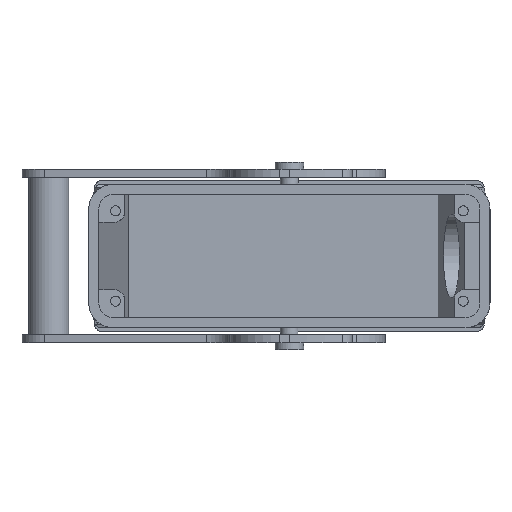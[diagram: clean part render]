
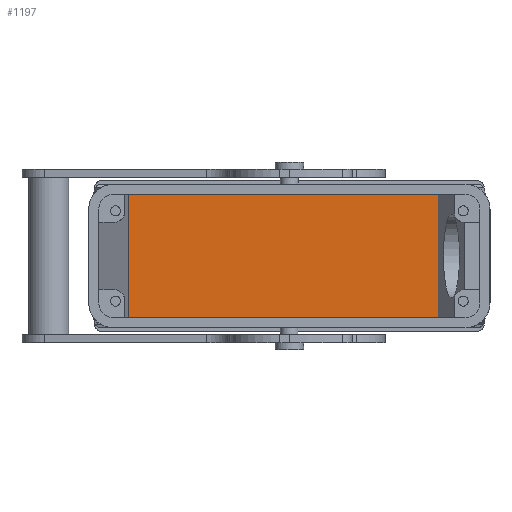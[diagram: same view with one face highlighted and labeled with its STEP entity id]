
A CAD part, front view. The second image highlights one B-rep face of the part: STEP entity #1197.
In plain terms, the highlighted planar face has unit normal (0, -1, 0).
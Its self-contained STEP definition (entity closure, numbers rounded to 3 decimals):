
#1197=ADVANCED_FACE('',(#1457),#5771,.F.);
#1457=FACE_OUTER_BOUND('',#1705,.T.);
#1705=EDGE_LOOP('',(#2392,#2393,#2394,#2395));
#2392=ORIENTED_EDGE('',*,*,#4003,.T.);
#2393=ORIENTED_EDGE('',*,*,#4000,.F.);
#2394=ORIENTED_EDGE('',*,*,#4004,.F.);
#2395=ORIENTED_EDGE('',*,*,#4005,.F.);
#3456=VERTEX_POINT('',#8852);
#3457=VERTEX_POINT('',#8854);
#3458=VERTEX_POINT('',#8859);
#3459=VERTEX_POINT('',#8861);
#4000=EDGE_CURVE('',#3456,#3457,#4635,.T.);
#4003=EDGE_CURVE('',#3458,#3457,#4638,.T.);
#4004=EDGE_CURVE('',#3459,#3456,#4639,.T.);
#4005=EDGE_CURVE('',#3458,#3459,#4640,.T.);
#4635=LINE('',#8853,#5106);
#4638=LINE('',#8858,#5109);
#4639=LINE('',#8860,#5110);
#4640=LINE('',#8862,#5111);
#5106=VECTOR('',#6973,1.);
#5109=VECTOR('',#6978,1.);
#5110=VECTOR('',#6979,1.);
#5111=VECTOR('',#6980,1.);
#5771=PLANE('',#6189);
#6189=AXIS2_PLACEMENT_3D('',#8863,#6981,#6982);
#6973=DIRECTION('',(0.,0.,1.));
#6978=DIRECTION('',(-1.,0.,0.));
#6979=DIRECTION('',(-1.,0.,0.));
#6980=DIRECTION('',(0.,0.,-1.));
#6981=DIRECTION('',(0.,1.,0.));
#6982=DIRECTION('',(0.,0.,-1.));
#8852=CARTESIAN_POINT('',(-48.229,62.5,-18.5));
#8853=CARTESIAN_POINT('',(-48.229,62.5,-18.5));
#8854=CARTESIAN_POINT('',(-48.229,62.5,18.5));
#8858=CARTESIAN_POINT('',(44.46,62.5,18.5));
#8859=CARTESIAN_POINT('',(44.46,62.5,18.5));
#8860=CARTESIAN_POINT('',(44.46,62.5,-18.5));
#8861=CARTESIAN_POINT('',(44.46,62.5,-18.5));
#8862=CARTESIAN_POINT('',(44.46,62.5,18.5));
#8863=CARTESIAN_POINT('',(60.2,62.5,18.7));
